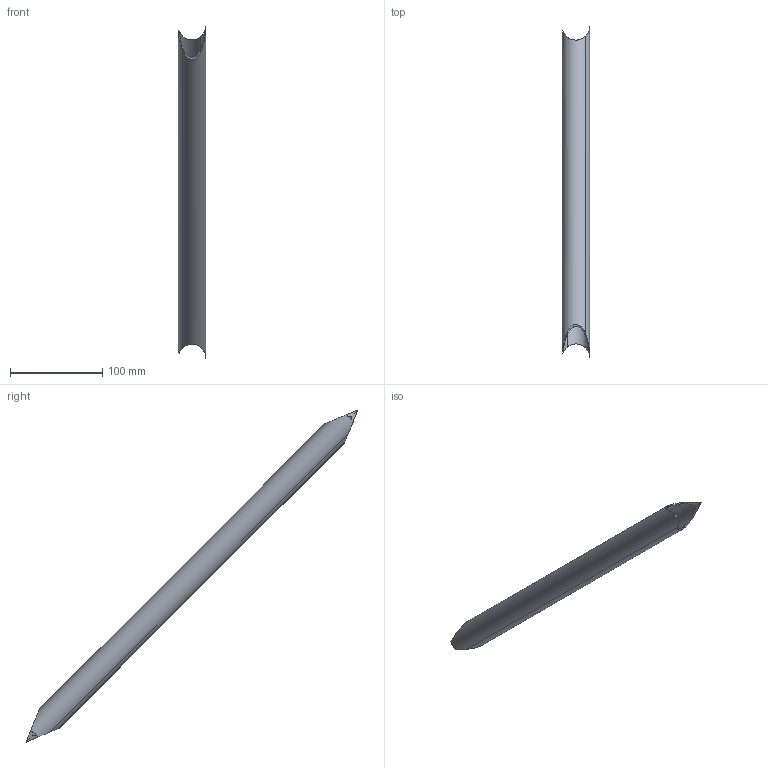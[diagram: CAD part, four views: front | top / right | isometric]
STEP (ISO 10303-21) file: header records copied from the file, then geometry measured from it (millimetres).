
FILE_DESCRIPTION(('STEP AP214'),'1');
FILE_NAME('102.stp','2018-12-06T12:35:52',(' '),(' '),'Spatial InterOp 3D',' ',' ');
FILE_SCHEMA(('automotive_design'));
Length unit declared in the file: metre
Products named in the file (1): Corps1
Bounding box: 30 x 360 x 360 mm (x, y, z)
Volume: 61865.3 mm3; surface area: 83102.2 mm2
Topology: 1 solids, 1 shells, 10 faces, 33 edges, 23 vertices
Faces by surface type: cylinder 10
Entity records: 932 total; most frequent: CARTESIAN_POINT 551, ORIENTED_EDGE 66, DIRECTION 50, EDGE_CURVE 33, AXIS2_PLACEMENT_3D 23, VERTEX_POINT 23, B_SPLINE_CURVE_WITH_KNOTS 17, ELLIPSE 12
